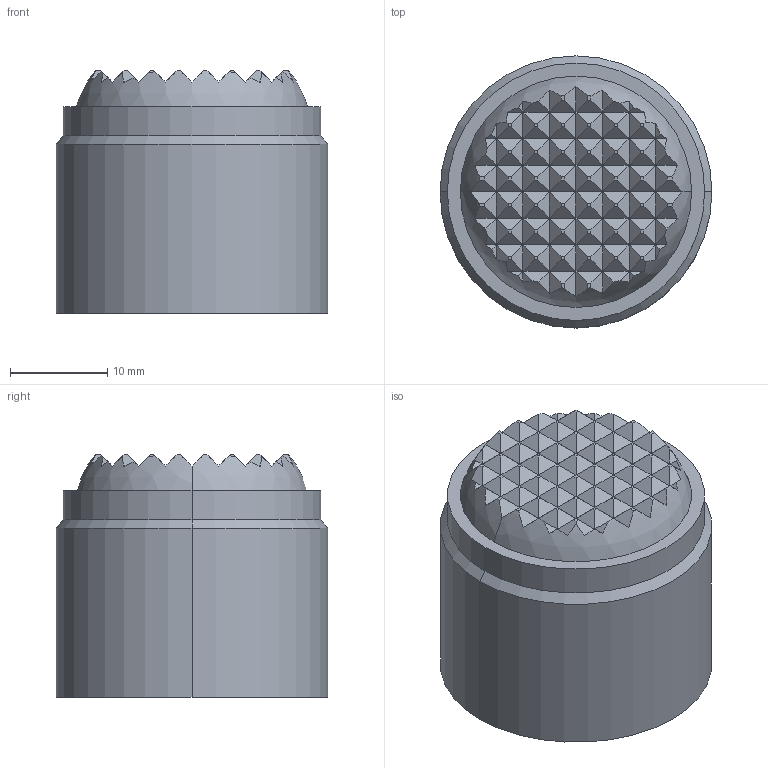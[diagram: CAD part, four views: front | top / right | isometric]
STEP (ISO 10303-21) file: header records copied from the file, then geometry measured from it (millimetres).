
FILE_DESCRIPTION(('STEP AP214'),'1');
FILE_NAME(' ',' ',('TraceParts'),('TraceParts S.A.'),'XStep 1.0',' ',' ');
FILE_SCHEMA(('automotive_design'));
Length unit declared in the file: millimetre
Products named in the file (2): 1; 2
Bounding box: 28 x 28 x 25 mm (x, y, z)
Volume: 14003.5 mm3; surface area: 5941.1 mm2
Topology: 2 solids, 2 shells, 271 faces, 562 edges, 297 vertices
Faces by surface type: plane 257, cylinder 6, sphere 4, cone 4
Entity records: 13318 total; most frequent: DIRECTION 1204, STYLED_ITEM 1132, PRESENTATION_STYLE_ASSIGNMENT 1132, CARTESIAN_POINT 1132, COLOUR_RGB 1132, ORIENTED_EDGE 1124, EDGE_CURVE 562, CURVE_STYLE 562
